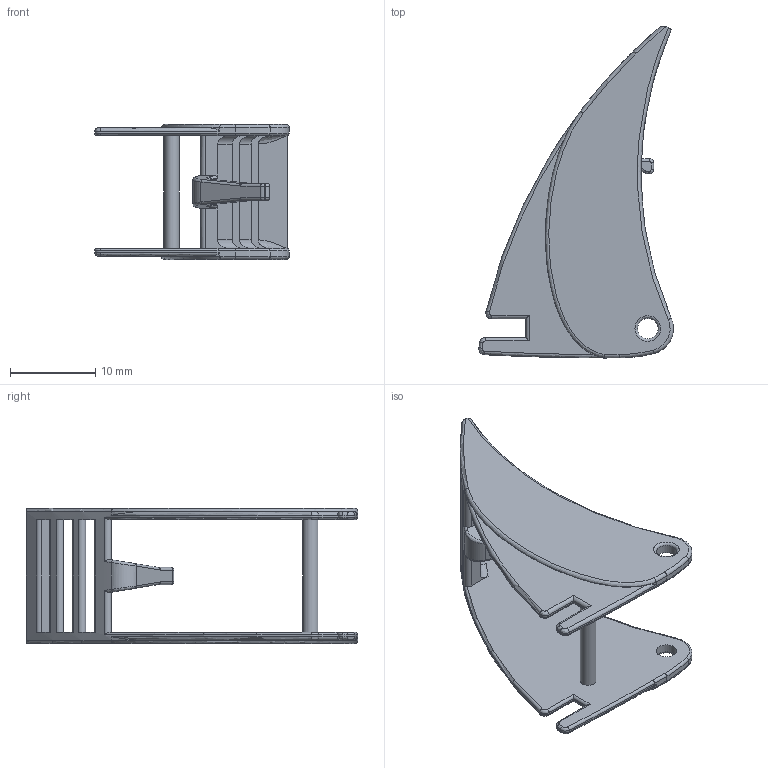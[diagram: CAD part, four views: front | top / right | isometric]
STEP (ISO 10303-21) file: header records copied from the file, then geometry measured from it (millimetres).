
FILE_DESCRIPTION((''),'2;1');
FILE_NAME('GZT80-0040.stp','2015-07-29T10:26:03',('CAD Station'),(''),'Autodesk Inventor 2013','Autodesk Inventor 2013','');
FILE_SCHEMA(('CONFIG_CONTROL_DESIGN'));
Length unit declared in the file: millimetre
Products named in the file (1): GZT80-0040
Bounding box: 22.78 x 38.82 x 15.8 mm (x, y, z)
Volume: 1437.4 mm3; surface area: 2704.5 mm2
Topology: 1 solids, 1 shells, 176 faces, 456 edges, 279 vertices
Faces by surface type: cylinder 74, plane 38, bspline 36, torus 28
Full cylindrical faces by diameter (mm): 1.8 x1, 2.4 x2
Entity records: 7095 total; most frequent: CARTESIAN_POINT 2879, ORIENTED_EDGE 900, DIRECTION 880, EDGE_CURVE 450, AXIS2_PLACEMENT_3D 355, VERTEX_POINT 279, EDGE_LOOP 190, CIRCLE 187
